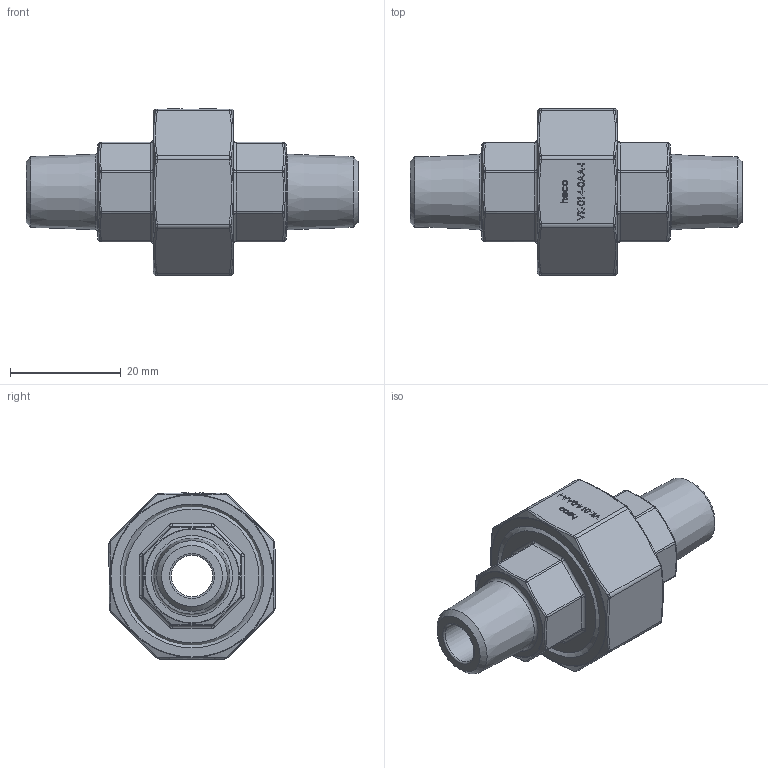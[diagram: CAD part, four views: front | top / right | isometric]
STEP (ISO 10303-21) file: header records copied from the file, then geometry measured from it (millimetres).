
FILE_DESCRIPTION (( 'STEP AP214' ), '1' );
FILE_NAME ('VK-014-0AA-I Verschraubung konisch 2202.STEP', '2022-02-01T10:27:00', ( '' ), ( '' ), 'SwSTEP 2.0', 'SolidWorks 2019', '' );
FILE_SCHEMA (( 'AUTOMOTIVE_DESIGN' ));
Length unit declared in the file: millimetre
Products named in the file (1): VK-014-0AA-I Verschraubung konisch 2202
Bounding box: 60 x 30 x 30 mm (x, y, z)
Volume: 14356.3 mm3; surface area: 9968.8 mm2
Topology: 3 solids, 3 shells, 371 faces, 885 edges, 551 vertices
Faces by surface type: plane 149, bspline 117, cylinder 49, torus 41, cone 15
Full cylindrical faces by diameter (mm): 7.5 x2, 14 x2, 21 x1, 21.3 x1, 24 x1, 24.38 x1, 26 x1
Entity records: 18336 total; most frequent: CARTESIAN_POINT 6666, ORIENTED_EDGE 1638, DIRECTION 1283, EDGE_CURVE 819, VERTEX_POINT 534, EDGE_LOOP 457, AXIS2_PLACEMENT_3D 443, FACE_OUTER_BOUND 405
